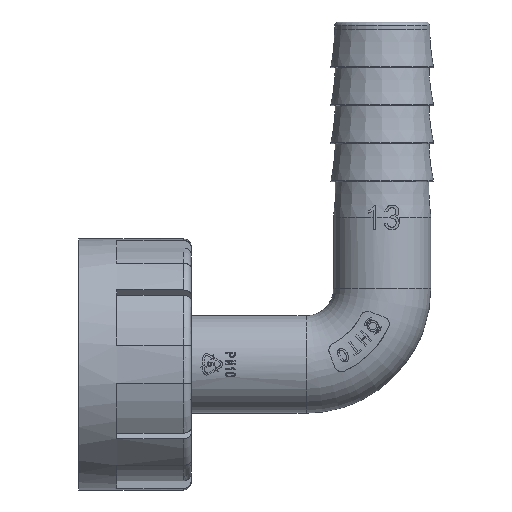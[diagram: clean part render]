
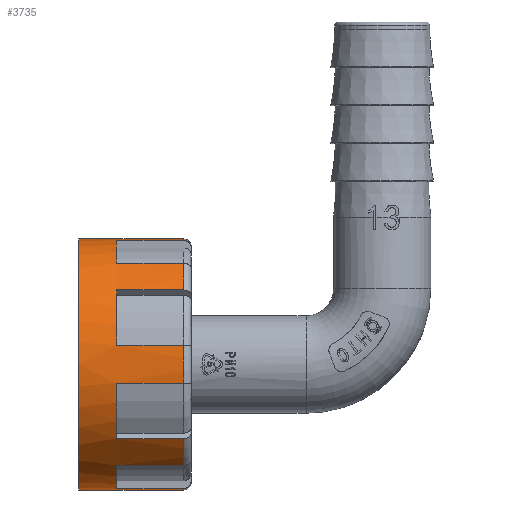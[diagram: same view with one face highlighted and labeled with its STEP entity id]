
A CAD part, top view. The second image highlights one B-rep face of the part: STEP entity #3735.
In plain terms, the highlighted cylindrical face has radius 16.5 mm (diameter 33 mm), a partial arc.
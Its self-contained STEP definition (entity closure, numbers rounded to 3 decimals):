
#1287=FACE_OUTER_BOUND('',#4948,.T.);
#1465=CYLINDRICAL_SURFACE('',#12394,16.5);
#2430=LINE('',#21555,#3114);
#2431=LINE('',#21559,#3115);
#2432=LINE('',#21563,#3116);
#2433=LINE('',#21567,#3117);
#2434=LINE('',#21571,#3118);
#2435=LINE('',#21575,#3119);
#2436=LINE('',#21579,#3120);
#2437=LINE('',#21583,#3121);
#2438=LINE('',#21587,#3122);
#2439=LINE('',#21591,#3123);
#3114=VECTOR('',#15310,1.);
#3115=VECTOR('',#15313,1.);
#3116=VECTOR('',#15316,1.);
#3117=VECTOR('',#15319,1.);
#3118=VECTOR('',#15322,1.);
#3119=VECTOR('',#15325,1.);
#3120=VECTOR('',#15328,1.);
#3121=VECTOR('',#15331,1.);
#3122=VECTOR('',#15334,1.);
#3123=VECTOR('',#15337,1.);
#3735=ADVANCED_FACE('',(#1287),#1465,.T.);
#4948=EDGE_LOOP('',(#7918,#7919,#7920,#7921,#7922,#7923,#7924,#7925,#7926,
#7927,#7928,#7929,#7930,#7931,#7932,#7933,#7934,#7935,#7936,#7937));
#7918=ORIENTED_EDGE('',*,*,#10898,.T.);
#7919=ORIENTED_EDGE('',*,*,#10899,.T.);
#7920=ORIENTED_EDGE('',*,*,#10900,.T.);
#7921=ORIENTED_EDGE('',*,*,#10901,.F.);
#7922=ORIENTED_EDGE('',*,*,#10902,.T.);
#7923=ORIENTED_EDGE('',*,*,#10903,.T.);
#7924=ORIENTED_EDGE('',*,*,#10904,.F.);
#7925=ORIENTED_EDGE('',*,*,#10905,.T.);
#7926=ORIENTED_EDGE('',*,*,#10906,.T.);
#7927=ORIENTED_EDGE('',*,*,#10907,.T.);
#7928=ORIENTED_EDGE('',*,*,#10908,.F.);
#7929=ORIENTED_EDGE('',*,*,#10909,.T.);
#7930=ORIENTED_EDGE('',*,*,#10910,.T.);
#7931=ORIENTED_EDGE('',*,*,#10911,.T.);
#7932=ORIENTED_EDGE('',*,*,#10912,.F.);
#7933=ORIENTED_EDGE('',*,*,#10913,.T.);
#7934=ORIENTED_EDGE('',*,*,#10914,.T.);
#7935=ORIENTED_EDGE('',*,*,#10915,.T.);
#7936=ORIENTED_EDGE('',*,*,#10916,.F.);
#7937=ORIENTED_EDGE('',*,*,#10917,.T.);
#9309=VERTEX_POINT('',#21521);
#9317=VERTEX_POINT('',#21554);
#9318=VERTEX_POINT('',#21556);
#9319=VERTEX_POINT('',#21558);
#9320=VERTEX_POINT('',#21560);
#9321=VERTEX_POINT('',#21562);
#9322=VERTEX_POINT('',#21564);
#9323=VERTEX_POINT('',#21566);
#9324=VERTEX_POINT('',#21568);
#9325=VERTEX_POINT('',#21570);
#9326=VERTEX_POINT('',#21572);
#9327=VERTEX_POINT('',#21574);
#9328=VERTEX_POINT('',#21576);
#9329=VERTEX_POINT('',#21578);
#9330=VERTEX_POINT('',#21580);
#9331=VERTEX_POINT('',#21582);
#9332=VERTEX_POINT('',#21584);
#9333=VERTEX_POINT('',#21586);
#9334=VERTEX_POINT('',#21588);
#9335=VERTEX_POINT('',#21590);
#10898=EDGE_CURVE('',#9317,#9309,#11230,.T.);
#10899=EDGE_CURVE('',#9309,#9318,#2430,.T.);
#10900=EDGE_CURVE('',#9318,#9319,#11231,.T.);
#10901=EDGE_CURVE('',#9320,#9319,#2431,.T.);
#10902=EDGE_CURVE('',#9320,#9321,#11232,.T.);
#10903=EDGE_CURVE('',#9321,#9322,#2432,.T.);
#10904=EDGE_CURVE('',#9323,#9322,#11233,.T.);
#10905=EDGE_CURVE('',#9323,#9324,#2433,.T.);
#10906=EDGE_CURVE('',#9324,#9325,#11234,.T.);
#10907=EDGE_CURVE('',#9325,#9326,#2434,.T.);
#10908=EDGE_CURVE('',#9327,#9326,#11235,.T.);
#10909=EDGE_CURVE('',#9327,#9328,#2435,.T.);
#10910=EDGE_CURVE('',#9328,#9329,#11236,.T.);
#10911=EDGE_CURVE('',#9329,#9330,#2436,.T.);
#10912=EDGE_CURVE('',#9331,#9330,#11237,.T.);
#10913=EDGE_CURVE('',#9331,#9332,#2437,.T.);
#10914=EDGE_CURVE('',#9332,#9333,#11238,.T.);
#10915=EDGE_CURVE('',#9333,#9334,#2438,.T.);
#10916=EDGE_CURVE('',#9335,#9334,#11239,.T.);
#10917=EDGE_CURVE('',#9335,#9317,#2439,.T.);
#11230=CIRCLE('',#12384,16.5);
#11231=CIRCLE('',#12385,16.5);
#11232=CIRCLE('',#12386,16.5);
#11233=CIRCLE('',#12387,16.5);
#11234=CIRCLE('',#12388,16.5);
#11235=CIRCLE('',#12389,16.5);
#11236=CIRCLE('',#12390,16.5);
#11237=CIRCLE('',#12391,16.5);
#11238=CIRCLE('',#12392,16.5);
#11239=CIRCLE('',#12393,16.5);
#12384=AXIS2_PLACEMENT_3D('',#21553,#15308,#15309);
#12385=AXIS2_PLACEMENT_3D('',#21557,#15311,#15312);
#12386=AXIS2_PLACEMENT_3D('',#21561,#15314,#15315);
#12387=AXIS2_PLACEMENT_3D('',#21565,#15317,#15318);
#12388=AXIS2_PLACEMENT_3D('',#21569,#15320,#15321);
#12389=AXIS2_PLACEMENT_3D('',#21573,#15323,#15324);
#12390=AXIS2_PLACEMENT_3D('',#21577,#15326,#15327);
#12391=AXIS2_PLACEMENT_3D('',#21581,#15329,#15330);
#12392=AXIS2_PLACEMENT_3D('',#21585,#15332,#15333);
#12393=AXIS2_PLACEMENT_3D('',#21589,#15335,#15336);
#12394=AXIS2_PLACEMENT_3D('',#21592,#15338,#15339);
#15308=DIRECTION('',(-1.,0.,0.));
#15309=DIRECTION('',(0.,1.,0.));
#15310=DIRECTION('',(-1.,0.,0.));
#15311=DIRECTION('',(1.,0.,0.));
#15312=DIRECTION('',(0.,1.,0.));
#15313=DIRECTION('',(-1.,0.,0.));
#15314=DIRECTION('',(-1.,0.,0.));
#15315=DIRECTION('',(0.,1.,0.));
#15316=DIRECTION('',(-1.,0.,0.));
#15317=DIRECTION('',(1.,0.,0.));
#15318=DIRECTION('',(0.,1.,0.));
#15319=DIRECTION('',(1.,0.,0.));
#15320=DIRECTION('',(-1.,0.,0.));
#15321=DIRECTION('',(0.,1.,0.));
#15322=DIRECTION('',(-1.,0.,0.));
#15323=DIRECTION('',(1.,0.,0.));
#15324=DIRECTION('',(0.,1.,0.));
#15325=DIRECTION('',(1.,0.,0.));
#15326=DIRECTION('',(-1.,0.,0.));
#15327=DIRECTION('',(0.,1.,0.));
#15328=DIRECTION('',(-1.,0.,0.));
#15329=DIRECTION('',(1.,0.,0.));
#15330=DIRECTION('',(0.,1.,0.));
#15331=DIRECTION('',(1.,0.,0.));
#15332=DIRECTION('',(-1.,0.,0.));
#15333=DIRECTION('',(0.,1.,0.));
#15334=DIRECTION('',(-1.,0.,0.));
#15335=DIRECTION('',(1.,0.,0.));
#15336=DIRECTION('',(0.,1.,0.));
#15337=DIRECTION('',(1.,0.,0.));
#15338=DIRECTION('',(-1.,0.,0.));
#15339=DIRECTION('',(0.,1.,0.));
#21521=CARTESIAN_POINT('',(-16.945,36.302,0.));
#21553=CARTESIAN_POINT('',(-16.945,19.802,0.));
#21554=CARTESIAN_POINT('',(-16.945,36.111,2.5));
#21555=CARTESIAN_POINT('',(-15.945,36.302,0.));
#21556=CARTESIAN_POINT('',(-30.745,36.302,0.));
#21557=CARTESIAN_POINT('',(-30.745,19.802,0.));
#21558=CARTESIAN_POINT('',(-30.745,3.302,0.));
#21559=CARTESIAN_POINT('',(-15.945,3.302,0.));
#21560=CARTESIAN_POINT('',(-16.945,3.302,0.));
#21561=CARTESIAN_POINT('',(-16.945,19.802,0.));
#21562=CARTESIAN_POINT('',(-16.945,3.492,2.5));
#21563=CARTESIAN_POINT('',(-15.945,3.492,2.5));
#21564=CARTESIAN_POINT('',(-25.745,3.492,2.5));
#21565=CARTESIAN_POINT('',(-25.745,19.802,0.));
#21566=CARTESIAN_POINT('',(-25.745,6.502,9.765));
#21567=CARTESIAN_POINT('',(-15.945,6.502,9.765));
#21568=CARTESIAN_POINT('',(-16.945,6.502,9.765));
#21569=CARTESIAN_POINT('',(-16.945,19.802,0.));
#21570=CARTESIAN_POINT('',(-16.945,10.037,13.3));
#21571=CARTESIAN_POINT('',(-15.945,10.037,13.3));
#21572=CARTESIAN_POINT('',(-25.745,10.037,13.3));
#21573=CARTESIAN_POINT('',(-25.745,19.802,0.));
#21574=CARTESIAN_POINT('',(-25.745,17.302,16.31));
#21575=CARTESIAN_POINT('',(-15.945,17.302,16.31));
#21576=CARTESIAN_POINT('',(-16.945,17.302,16.31));
#21577=CARTESIAN_POINT('',(-16.945,19.802,0.));
#21578=CARTESIAN_POINT('',(-16.945,22.302,16.31));
#21579=CARTESIAN_POINT('',(-15.945,22.302,16.31));
#21580=CARTESIAN_POINT('',(-25.745,22.302,16.31));
#21581=CARTESIAN_POINT('',(-25.745,19.802,0.));
#21582=CARTESIAN_POINT('',(-25.745,29.567,13.3));
#21583=CARTESIAN_POINT('',(-15.945,29.567,13.3));
#21584=CARTESIAN_POINT('',(-16.945,29.567,13.3));
#21585=CARTESIAN_POINT('',(-16.945,19.802,0.));
#21586=CARTESIAN_POINT('',(-16.945,33.102,9.765));
#21587=CARTESIAN_POINT('',(-15.945,33.102,9.765));
#21588=CARTESIAN_POINT('',(-25.745,33.102,9.765));
#21589=CARTESIAN_POINT('',(-25.745,19.802,0.));
#21590=CARTESIAN_POINT('',(-25.745,36.111,2.5));
#21591=CARTESIAN_POINT('',(-15.945,36.111,2.5));
#21592=CARTESIAN_POINT('',(-15.945,19.802,0.));
